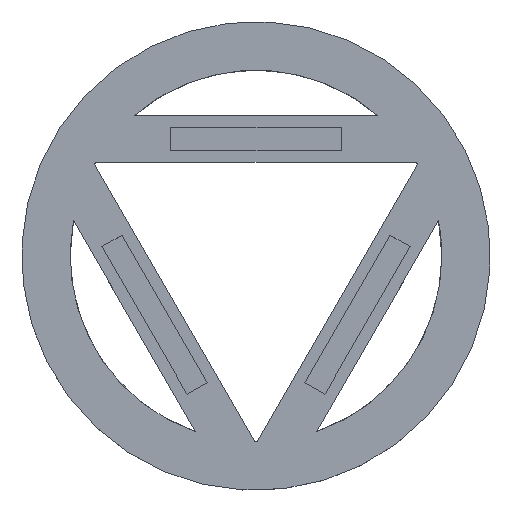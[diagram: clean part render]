
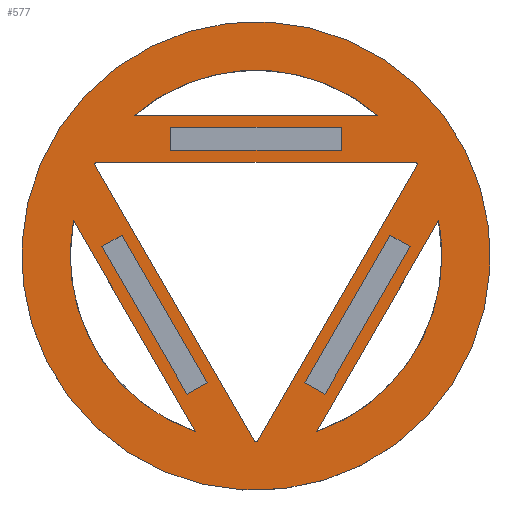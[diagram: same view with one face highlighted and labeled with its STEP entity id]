
A CAD part, top view. The second image highlights one B-rep face of the part: STEP entity #577.
In plain terms, the highlighted planar face has unit normal (0, 0, 1).
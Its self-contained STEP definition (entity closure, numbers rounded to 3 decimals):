
#21=FACE_BOUND('',#108,.T.);
#22=FACE_BOUND('',#109,.T.);
#23=FACE_BOUND('',#110,.T.);
#24=FACE_BOUND('',#111,.T.);
#25=FACE_BOUND('',#112,.T.);
#26=FACE_BOUND('',#113,.T.);
#27=FACE_BOUND('',#114,.T.);
#38=CIRCLE('',#634,15.15);
#40=CIRCLE('',#637,12.015);
#41=CIRCLE('',#638,12.015);
#42=CIRCLE('',#639,12.015);
#43=CIRCLE('',#640,12.015);
#44=CIRCLE('',#641,12.015);
#45=CIRCLE('',#642,12.015);
#74=FACE_OUTER_BOUND('',#107,.T.);
#107=EDGE_LOOP('',(#494));
#108=EDGE_LOOP('',(#495,#496,#497,#498));
#109=EDGE_LOOP('',(#499,#500,#501,#502));
#110=EDGE_LOOP('',(#503,#504,#505,#506));
#111=EDGE_LOOP('',(#507,#508));
#112=EDGE_LOOP('',(#509,#510,#511,#512,#513,#514));
#113=EDGE_LOOP('',(#515,#516));
#114=EDGE_LOOP('',(#517,#518));
#119=LINE('',#807,#179);
#123=LINE('',#815,#183);
#126=LINE('',#821,#186);
#129=LINE('',#826,#189);
#131=LINE('',#832,#191);
#135=LINE('',#840,#195);
#138=LINE('',#846,#198);
#141=LINE('',#851,#201);
#143=LINE('',#857,#203);
#147=LINE('',#865,#207);
#150=LINE('',#871,#210);
#153=LINE('',#876,#213);
#156=LINE('',#884,#216);
#162=LINE('',#896,#222);
#167=LINE('',#916,#227);
#171=LINE('',#923,#231);
#174=LINE('',#929,#234);
#176=LINE('',#935,#236);
#179=VECTOR('',#651,10.);
#183=VECTOR('',#657,10.);
#186=VECTOR('',#662,10.);
#189=VECTOR('',#667,10.);
#191=VECTOR('',#673,10.);
#195=VECTOR('',#679,10.);
#198=VECTOR('',#684,10.);
#201=VECTOR('',#689,10.);
#203=VECTOR('',#695,10.);
#207=VECTOR('',#701,10.);
#210=VECTOR('',#706,10.);
#213=VECTOR('',#711,10.);
#216=VECTOR('',#718,10.);
#222=VECTOR('',#726,10.);
#227=VECTOR('',#745,10.);
#231=VECTOR('',#751,10.);
#234=VECTOR('',#756,10.);
#236=VECTOR('',#760,10.);
#239=VERTEX_POINT('',#805);
#240=VERTEX_POINT('',#806);
#243=VERTEX_POINT('',#814);
#245=VERTEX_POINT('',#820);
#247=VERTEX_POINT('',#830);
#248=VERTEX_POINT('',#831);
#251=VERTEX_POINT('',#839);
#253=VERTEX_POINT('',#845);
#255=VERTEX_POINT('',#855);
#256=VERTEX_POINT('',#856);
#259=VERTEX_POINT('',#864);
#261=VERTEX_POINT('',#870);
#264=VERTEX_POINT('',#881);
#265=VERTEX_POINT('',#883);
#267=VERTEX_POINT('',#889);
#270=VERTEX_POINT('',#894);
#277=VERTEX_POINT('',#913);
#278=VERTEX_POINT('',#915);
#279=VERTEX_POINT('',#919);
#280=VERTEX_POINT('',#921);
#281=VERTEX_POINT('',#925);
#282=VERTEX_POINT('',#927);
#284=VERTEX_POINT('',#932);
#285=VERTEX_POINT('',#934);
#289=VERTEX_POINT('',#948);
#292=EDGE_CURVE('',#239,#240,#119,.T.);
#296=EDGE_CURVE('',#243,#239,#123,.T.);
#299=EDGE_CURVE('',#245,#243,#126,.T.);
#302=EDGE_CURVE('',#240,#245,#129,.T.);
#304=EDGE_CURVE('',#247,#248,#131,.T.);
#308=EDGE_CURVE('',#251,#247,#135,.T.);
#311=EDGE_CURVE('',#253,#251,#138,.T.);
#314=EDGE_CURVE('',#248,#253,#141,.T.);
#316=EDGE_CURVE('',#255,#256,#143,.T.);
#320=EDGE_CURVE('',#259,#255,#147,.T.);
#323=EDGE_CURVE('',#261,#259,#150,.T.);
#326=EDGE_CURVE('',#256,#261,#153,.T.);
#329=EDGE_CURVE('',#264,#265,#156,.T.);
#335=EDGE_CURVE('',#270,#267,#162,.T.);
#344=EDGE_CURVE('',#277,#278,#167,.T.);
#348=EDGE_CURVE('',#280,#279,#171,.T.);
#351=EDGE_CURVE('',#282,#281,#174,.T.);
#353=EDGE_CURVE('',#284,#285,#176,.T.);
#360=EDGE_CURVE('',#289,#289,#38,.T.);
#362=EDGE_CURVE('',#267,#270,#40,.T.);
#363=EDGE_CURVE('',#285,#280,#41,.T.);
#364=EDGE_CURVE('',#278,#277,#42,.T.);
#365=EDGE_CURVE('',#279,#282,#43,.T.);
#366=EDGE_CURVE('',#265,#264,#44,.T.);
#367=EDGE_CURVE('',#281,#284,#45,.T.);
#494=ORIENTED_EDGE('',*,*,#360,.T.);
#495=ORIENTED_EDGE('',*,*,#292,.F.);
#496=ORIENTED_EDGE('',*,*,#296,.F.);
#497=ORIENTED_EDGE('',*,*,#299,.F.);
#498=ORIENTED_EDGE('',*,*,#302,.F.);
#499=ORIENTED_EDGE('',*,*,#304,.F.);
#500=ORIENTED_EDGE('',*,*,#308,.F.);
#501=ORIENTED_EDGE('',*,*,#311,.F.);
#502=ORIENTED_EDGE('',*,*,#314,.F.);
#503=ORIENTED_EDGE('',*,*,#316,.F.);
#504=ORIENTED_EDGE('',*,*,#320,.F.);
#505=ORIENTED_EDGE('',*,*,#323,.F.);
#506=ORIENTED_EDGE('',*,*,#326,.F.);
#507=ORIENTED_EDGE('',*,*,#362,.F.);
#508=ORIENTED_EDGE('',*,*,#335,.F.);
#509=ORIENTED_EDGE('',*,*,#353,.F.);
#510=ORIENTED_EDGE('',*,*,#367,.F.);
#511=ORIENTED_EDGE('',*,*,#351,.F.);
#512=ORIENTED_EDGE('',*,*,#365,.F.);
#513=ORIENTED_EDGE('',*,*,#348,.F.);
#514=ORIENTED_EDGE('',*,*,#363,.F.);
#515=ORIENTED_EDGE('',*,*,#329,.F.);
#516=ORIENTED_EDGE('',*,*,#366,.F.);
#517=ORIENTED_EDGE('',*,*,#344,.F.);
#518=ORIENTED_EDGE('',*,*,#364,.F.);
#548=PLANE('',#643);
#577=ADVANCED_FACE('',(#74,#21,#22,#23,#24,#25,#26,#27),#548,.F.);
#634=AXIS2_PLACEMENT_3D('',#949,#777,#778);
#637=AXIS2_PLACEMENT_3D('',#953,#783,#784);
#638=AXIS2_PLACEMENT_3D('',#954,#785,#786);
#639=AXIS2_PLACEMENT_3D('',#955,#787,#788);
#640=AXIS2_PLACEMENT_3D('',#956,#789,#790);
#641=AXIS2_PLACEMENT_3D('',#957,#791,#792);
#642=AXIS2_PLACEMENT_3D('',#958,#793,#794);
#643=AXIS2_PLACEMENT_3D('',#959,#795,#796);
#651=DIRECTION('',(0.866,-0.5,0.));
#657=DIRECTION('',(-0.5,-0.866,0.));
#662=DIRECTION('',(-0.866,0.5,0.));
#667=DIRECTION('',(0.5,0.866,0.));
#673=DIRECTION('',(-0.866,-0.5,0.));
#679=DIRECTION('',(-0.5,0.866,0.));
#684=DIRECTION('',(0.866,0.5,0.));
#689=DIRECTION('',(0.5,-0.866,0.));
#695=DIRECTION('',(0.,1.,0.));
#701=DIRECTION('',(1.,0.,0.));
#706=DIRECTION('',(0.,-1.,0.));
#711=DIRECTION('',(-1.,0.,0.));
#718=DIRECTION('',(-0.5,0.866,0.));
#726=DIRECTION('',(-0.5,-0.866,0.));
#745=DIRECTION('',(1.,0.,0.));
#751=DIRECTION('',(-1.,0.,0.));
#756=DIRECTION('',(0.5,-0.866,0.));
#760=DIRECTION('',(0.5,0.866,0.));
#777=DIRECTION('center_axis',(0.,0.,1.));
#778=DIRECTION('ref_axis',(1.,0.,0.));
#783=DIRECTION('center_axis',(0.,0.,1.));
#784=DIRECTION('ref_axis',(1.,0.,0.));
#785=DIRECTION('center_axis',(0.,0.,1.));
#786=DIRECTION('ref_axis',(1.,0.,0.));
#787=DIRECTION('center_axis',(0.,0.,1.));
#788=DIRECTION('ref_axis',(1.,0.,0.));
#789=DIRECTION('center_axis',(0.,0.,1.));
#790=DIRECTION('ref_axis',(1.,0.,0.));
#791=DIRECTION('center_axis',(0.,0.,1.));
#792=DIRECTION('ref_axis',(1.,0.,0.));
#793=DIRECTION('center_axis',(0.,0.,1.));
#794=DIRECTION('ref_axis',(1.,0.,0.));
#795=DIRECTION('center_axis',(0.,0.,-1.));
#796=DIRECTION('ref_axis',(-1.,0.,0.));
#805=CARTESIAN_POINT('',(310.416,-8.176,-30.684));
#806=CARTESIAN_POINT('',(311.715,-8.926,-30.684));
#807=CARTESIAN_POINT('',(312.342,-9.287,-30.684));
#814=CARTESIAN_POINT('',(315.916,1.351,-30.684));
#815=CARTESIAN_POINT('',(316.168,1.787,-30.684));
#820=CARTESIAN_POINT('',(317.215,0.601,-30.684));
#821=CARTESIAN_POINT('',(318.491,-0.136,-30.684));
#826=CARTESIAN_POINT('',(314.717,-3.726,-30.684));
#830=CARTESIAN_POINT('',(298.595,1.351,-30.684));
#831=CARTESIAN_POINT('',(297.296,0.601,-30.684));
#832=CARTESIAN_POINT('',(306.431,5.875,-30.684));
#839=CARTESIAN_POINT('',(304.095,-8.176,-30.684));
#840=CARTESIAN_POINT('',(304.347,-8.612,-30.684));
#845=CARTESIAN_POINT('',(302.796,-8.926,-30.684));
#846=CARTESIAN_POINT('',(311.282,-4.027,-30.684));
#851=CARTESIAN_POINT('',(300.298,-4.599,-30.684));
#855=CARTESIAN_POINT('',(312.756,6.825,-30.684));
#856=CARTESIAN_POINT('',(312.756,8.325,-30.684));
#857=CARTESIAN_POINT('',(312.756,3.413,-30.684));
#864=CARTESIAN_POINT('',(301.756,6.825,-30.684));
#865=CARTESIAN_POINT('',(311.013,6.825,-30.684));
#870=CARTESIAN_POINT('',(301.756,8.325,-30.684));
#871=CARTESIAN_POINT('',(301.756,4.163,-30.684));
#876=CARTESIAN_POINT('',(316.513,8.325,-30.684));
#881=CARTESIAN_POINT('',(303.334,-11.357,-30.684));
#883=CARTESIAN_POINT('',(295.459,2.282,-30.684));
#884=CARTESIAN_POINT('',(305.462,-15.043,-30.684));
#889=CARTESIAN_POINT('',(311.178,-11.357,-30.684));
#894=CARTESIAN_POINT('',(319.052,2.282,-30.684));
#896=CARTESIAN_POINT('',(321.181,5.968,-30.684));
#913=CARTESIAN_POINT('',(299.381,9.075,-30.684));
#915=CARTESIAN_POINT('',(315.13,9.075,-30.684));
#916=CARTESIAN_POINT('',(295.124,9.075,-30.684));
#919=CARTESIAN_POINT('',(296.89,6.075,-30.684));
#921=CARTESIAN_POINT('',(317.622,6.075,-30.684));
#923=CARTESIAN_POINT('',(312.517,6.075,-30.684));
#925=CARTESIAN_POINT('',(307.178,-12.015,-30.684));
#927=CARTESIAN_POINT('',(296.812,5.94,-30.684));
#929=CARTESIAN_POINT('',(299.364,1.519,-30.684));
#932=CARTESIAN_POINT('',(307.334,-12.015,-30.684));
#934=CARTESIAN_POINT('',(317.7,5.94,-30.684));
#935=CARTESIAN_POINT('',(309.886,-7.594,-30.684));
#948=CARTESIAN_POINT('',(309.049,-15.043,-30.684));
#949=CARTESIAN_POINT('Origin',(307.256,0.,-30.684));
#953=CARTESIAN_POINT('Origin',(307.256,0.,-30.684));
#954=CARTESIAN_POINT('Origin',(307.256,0.,-30.684));
#955=CARTESIAN_POINT('Origin',(307.256,0.,-30.684));
#956=CARTESIAN_POINT('Origin',(307.256,0.,-30.684));
#957=CARTESIAN_POINT('Origin',(307.256,0.,-30.684));
#958=CARTESIAN_POINT('Origin',(307.256,0.,-30.684));
#959=CARTESIAN_POINT('Origin',(320.271,0.,-30.684));
